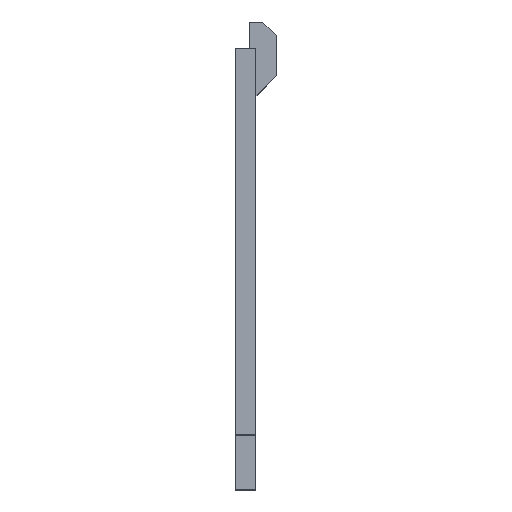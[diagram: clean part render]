
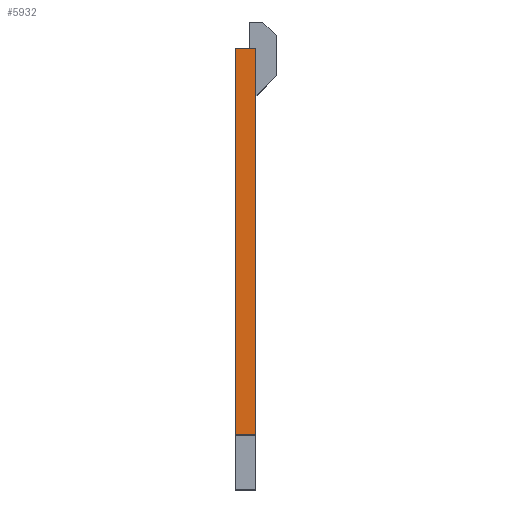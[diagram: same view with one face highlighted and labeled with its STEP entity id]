
A CAD part, top view. The second image highlights one B-rep face of the part: STEP entity #5932.
In plain terms, the highlighted planar face has unit normal (0, 0, 1).
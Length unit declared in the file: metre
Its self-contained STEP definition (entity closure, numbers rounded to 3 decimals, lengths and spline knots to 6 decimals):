
#699=ORIENTED_EDGE('',*,*,#2474,.T.);
#700=ORIENTED_EDGE('',*,*,#2475,.T.);
#701=ORIENTED_EDGE('',*,*,#2432,.F.);
#702=ORIENTED_EDGE('',*,*,#2476,.F.);
#2432=EDGE_CURVE('',#3334,#3328,#3832,.T.);
#2474=EDGE_CURVE('',#3364,#3365,#3873,.T.);
#2475=EDGE_CURVE('',#3365,#3328,#3874,.T.);
#2476=EDGE_CURVE('',#3364,#3334,#3875,.T.);
#3328=VERTEX_POINT('',#8732);
#3334=VERTEX_POINT('',#8744);
#3364=VERTEX_POINT('',#8833);
#3365=VERTEX_POINT('',#8834);
#3832=LINE('',#8745,#4508);
#3873=LINE('',#8832,#4549);
#3874=LINE('',#8835,#4550);
#3875=LINE('',#8836,#4551);
#4508=VECTOR('',#6864,1.);
#4549=VECTOR('',#6939,1.);
#4550=VECTOR('',#6940,1.);
#4551=VECTOR('',#6941,1.);
#5055=EDGE_LOOP('',(#699,#700,#701,#702));
#5397=FACE_BOUND('',#5055,.T.);
#5723=PLANE('',#6380);
#5932=ADVANCED_FACE('',(#5397),#5723,.F.);
#6380=AXIS2_PLACEMENT_3D('',#8831,#6937,#6938);
#6864=DIRECTION('',(0.,1.,0.));
#6937=DIRECTION('',(0.,0.,-1.));
#6938=DIRECTION('',(1.,0.,0.));
#6939=DIRECTION('',(0.,1.,0.));
#6940=DIRECTION('',(-1.,0.,0.));
#6941=DIRECTION('',(-1.,0.,0.));
#8732=CARTESIAN_POINT('',(-0.069944,0.016174,0.037657));
#8744=CARTESIAN_POINT('',(-0.069944,-0.012226,0.037657));
#8745=CARTESIAN_POINT('',(-0.069944,0.001974,0.037657));
#8831=CARTESIAN_POINT('',(-0.068444,0.001974,0.037657));
#8832=CARTESIAN_POINT('',(-0.068444,0.001974,0.037657));
#8833=CARTESIAN_POINT('',(-0.068444,-0.012226,0.037657));
#8834=CARTESIAN_POINT('',(-0.068444,0.016174,0.037657));
#8835=CARTESIAN_POINT('',(-0.069944,0.016174,0.037657));
#8836=CARTESIAN_POINT('',(-0.068444,-0.012226,0.037657));
